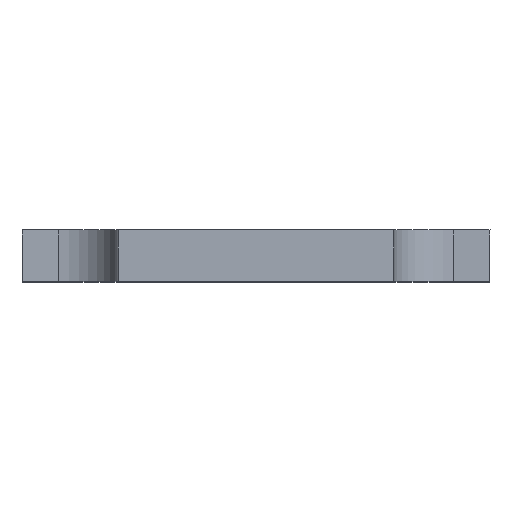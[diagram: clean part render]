
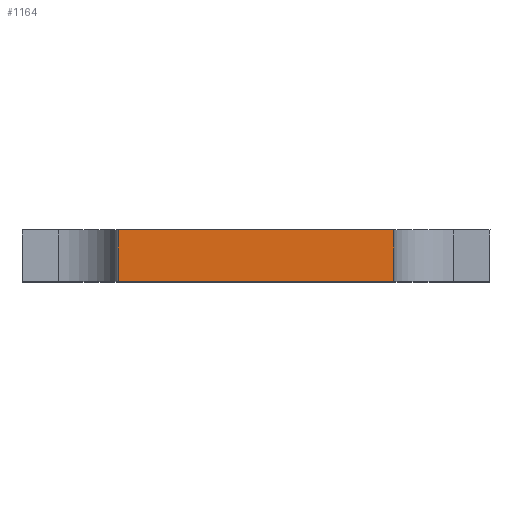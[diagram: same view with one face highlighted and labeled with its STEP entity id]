
A CAD part, top view. The second image highlights one B-rep face of the part: STEP entity #1164.
In plain terms, the highlighted planar face has unit normal (0, 0, 1).
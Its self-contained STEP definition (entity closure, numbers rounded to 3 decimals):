
#36=PLANE('',#1258);
#100=FACE_OUTER_BOUND('',#166,.T.);
#166=EDGE_LOOP('',(#1021,#1022,#1023,#1024));
#310=LINE('',#3342,#385);
#343=LINE('',#4237,#418);
#344=LINE('',#4240,#419);
#345=LINE('',#4241,#420);
#385=VECTOR('',#1382,10.);
#418=VECTOR('',#1481,10.);
#419=VECTOR('',#1484,10.);
#420=VECTOR('',#1485,10.);
#507=VERTEX_POINT('',#3339);
#508=VERTEX_POINT('',#3341);
#538=VERTEX_POINT('',#4235);
#539=VERTEX_POINT('',#4239);
#653=EDGE_CURVE('',#507,#508,#310,.T.);
#708=EDGE_CURVE('',#538,#508,#343,.T.);
#709=EDGE_CURVE('',#539,#538,#344,.T.);
#710=EDGE_CURVE('',#539,#507,#345,.T.);
#1021=ORIENTED_EDGE('',*,*,#709,.T.);
#1022=ORIENTED_EDGE('',*,*,#708,.T.);
#1023=ORIENTED_EDGE('',*,*,#653,.F.);
#1024=ORIENTED_EDGE('',*,*,#710,.F.);
#1164=ADVANCED_FACE('',(#100),#36,.T.);
#1258=AXIS2_PLACEMENT_3D('',#4238,#1482,#1483);
#1382=DIRECTION('',(1.,0.,0.));
#1481=DIRECTION('',(0.,1.,0.));
#1482=DIRECTION('center_axis',(0.,0.,
1.));
#1483=DIRECTION('ref_axis',(1.,0.,0.));
#1484=DIRECTION('',(1.,0.,0.));
#1485=DIRECTION('',(0.,1.,0.));
#3339=CARTESIAN_POINT('',(-11.597,-16.234,208.262));
#3341=CARTESIAN_POINT('',(4.403,-16.234,208.262));
#3342=CARTESIAN_POINT('',(-11.597,-16.234,208.262));
#4235=CARTESIAN_POINT('',(4.403,-19.234,208.262));
#4237=CARTESIAN_POINT('',(4.403,-19.234,208.262));
#4238=CARTESIAN_POINT('Origin',(-11.597,-19.234,208.262));
#4239=CARTESIAN_POINT('',(-11.597,-19.234,208.262));
#4240=CARTESIAN_POINT('',(-11.597,-19.234,208.262));
#4241=CARTESIAN_POINT('',(-11.597,-19.234,208.262));
